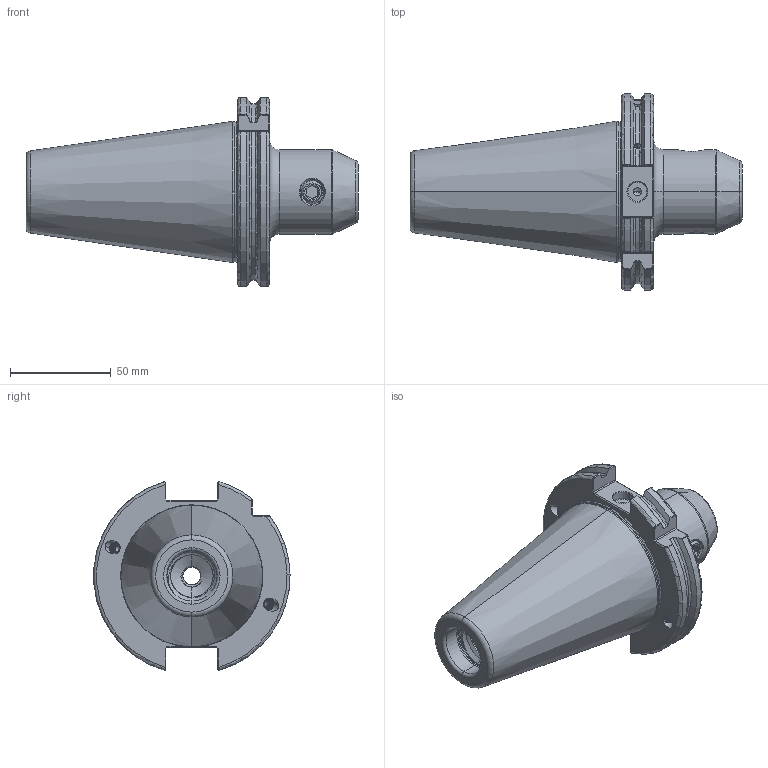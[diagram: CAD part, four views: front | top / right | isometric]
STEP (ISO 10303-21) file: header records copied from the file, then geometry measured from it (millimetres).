
FILE_DESCRIPTION (( 'STEP AP203' ), '1' );
FILE_NAME ('503.05.12.STEP', '2016-11-25T08:49:40', ( '' ), ( '' ), 'SwSTEP 2.0', 'SolidWorks 2012', '' );
FILE_SCHEMA (( 'CONFIG_CONTROL_DESIGN' ));
Length unit declared in the file: millimetre
Products named in the file (3): 側固12_M12x1.75_16L; 503.05.12
Assembly tree (2 placements, depth 2):
  503.05.12
    503.05.12
    側固12_M12x1.75_16L
Bounding box: 164.75 x 97.33 x 93.81 mm (x, y, z)
Volume: 378564.2 mm3; surface area: 54431.4 mm2
Topology: 2 solids, 2 shells, 354 faces, 954 edges, 597 vertices
Faces by surface type: cylinder 161, plane 67, cone 46, bspline 42, torus 36, sphere 2
Entity records: 36926 total; most frequent: CARTESIAN_POINT 28949, ORIENTED_EDGE 1876, DIRECTION 1273, EDGE_CURVE 938, VERTEX_POINT 597, AXIS2_PLACEMENT_3D 488, EDGE_LOOP 371, ADVANCED_FACE 354
